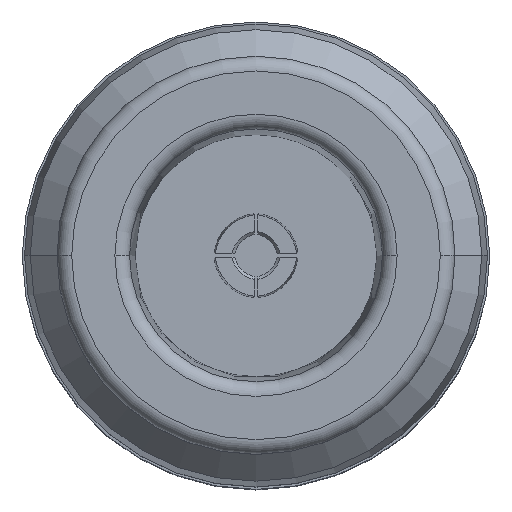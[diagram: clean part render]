
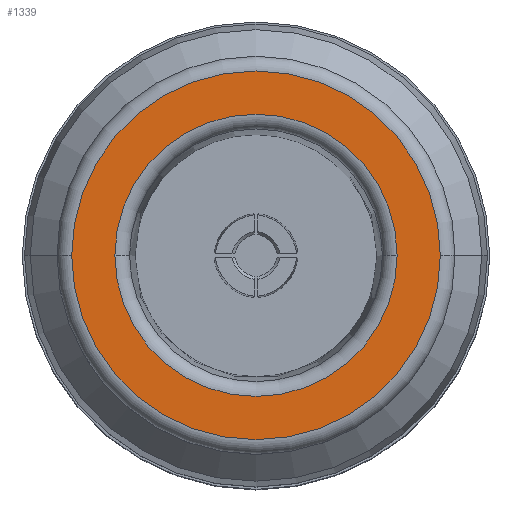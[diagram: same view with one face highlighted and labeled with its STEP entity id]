
A CAD part, top view. The second image highlights one B-rep face of the part: STEP entity #1339.
In plain terms, the highlighted planar face has unit normal (0, 0, 1).
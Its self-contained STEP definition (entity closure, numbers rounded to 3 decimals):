
#4 = CARTESIAN_POINT ( 'NONE',  ( 0., 0., 0. ) ) ;
#274 = DIRECTION ( 'NONE',  ( -1., 0., 0. ) ) ;
#330 = AXIS2_PLACEMENT_3D ( 'NONE', #344, #2506, #679 ) ;
#344 = CARTESIAN_POINT ( 'NONE',  ( 0., 0., 0. ) ) ;
#367 = DIRECTION ( 'NONE',  ( 0., 0., 1. ) ) ;
#393 = DIRECTION ( 'NONE',  ( 0., 0., -1. ) ) ;
#669 = VERTEX_POINT ( 'NONE', #3013 ) ;
#679 = DIRECTION ( 'NONE',  ( -1., 0., 0. ) ) ;
#689 = EDGE_CURVE ( 'NONE', #885, #3372, #2530, .T. ) ;
#830 = PLANE ( 'NONE',  #2944 ) ;
#885 = VERTEX_POINT ( 'NONE', #3527 ) ;
#1111 = EDGE_LOOP ( 'NONE', ( #2266, #3336 ) ) ;
#1130 = DIRECTION ( 'NONE',  ( 0., 0., -1. ) ) ;
#1263 = FACE_BOUND ( 'NONE', #1111, .T. ) ;
#1270 = AXIS2_PLACEMENT_3D ( 'NONE', #2230, #367, #2520 ) ;
#1339 = ADVANCED_FACE ( 'NONE', ( #1263, #3692 ), #830, .F. ) ;
#1886 = CARTESIAN_POINT ( 'NONE',  ( -4.785, 0., 0. ) ) ;
#2046 = EDGE_CURVE ( 'NONE', #3372, #885, #2223, .T. ) ;
#2147 = CIRCLE ( 'NONE', #1270, 6.25 ) ;
#2223 = CIRCLE ( 'NONE', #2425, 4.785 ) ;
#2230 = CARTESIAN_POINT ( 'NONE',  ( 0., 0., 0. ) ) ;
#2253 = CARTESIAN_POINT ( 'NONE',  ( 0., 0., 0. ) ) ;
#2266 = ORIENTED_EDGE ( 'NONE', *, *, #2046, .T. ) ;
#2398 = EDGE_CURVE ( 'NONE', #3089, #669, #2147, .T. ) ;
#2425 = AXIS2_PLACEMENT_3D ( 'NONE', #2253, #393, #2542 ) ;
#2444 = EDGE_LOOP ( 'NONE', ( #3258, #2482 ) ) ;
#2482 = ORIENTED_EDGE ( 'NONE', *, *, #2398, .T. ) ;
#2506 = DIRECTION ( 'NONE',  ( 0., 0., 1. ) ) ;
#2509 = AXIS2_PLACEMENT_3D ( 'NONE', #4, #3969, #274 ) ;
#2520 = DIRECTION ( 'NONE',  ( -1., 0., 0. ) ) ;
#2530 = CIRCLE ( 'NONE', #2509, 4.785 ) ;
#2542 = DIRECTION ( 'NONE',  ( -1., 0., 0. ) ) ;
#2622 = CARTESIAN_POINT ( 'NONE',  ( 0., 0., 0. ) ) ;
#2648 = CIRCLE ( 'NONE', #330, 6.25 ) ;
#2940 = EDGE_CURVE ( 'NONE', #669, #3089, #2648, .T. ) ;
#2944 = AXIS2_PLACEMENT_3D ( 'NONE', #2622, #1130, #3227 ) ;
#3013 = CARTESIAN_POINT ( 'NONE',  ( -6.25, 0., 0. ) ) ;
#3089 = VERTEX_POINT ( 'NONE', #3107 ) ;
#3107 = CARTESIAN_POINT ( 'NONE',  ( 6.25, 0., 0. ) ) ;
#3227 = DIRECTION ( 'NONE',  ( -1., 0., 0. ) ) ;
#3258 = ORIENTED_EDGE ( 'NONE', *, *, #2940, .T. ) ;
#3336 = ORIENTED_EDGE ( 'NONE', *, *, #689, .T. ) ;
#3372 = VERTEX_POINT ( 'NONE', #1886 ) ;
#3527 = CARTESIAN_POINT ( 'NONE',  ( 4.785, 0., 0. ) ) ;
#3692 = FACE_OUTER_BOUND ( 'NONE', #2444, .T. ) ;
#3969 = DIRECTION ( 'NONE',  ( 0., 0., -1. ) ) ;
